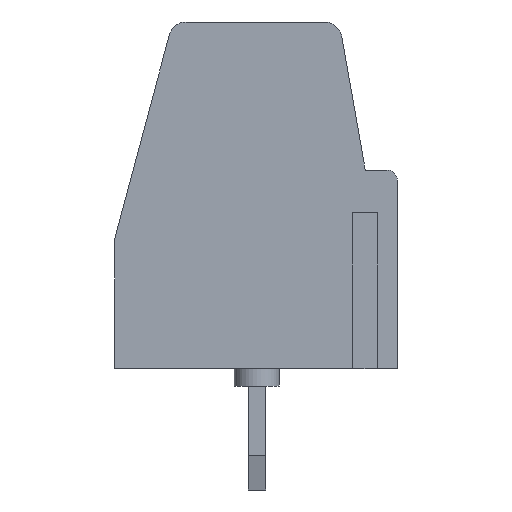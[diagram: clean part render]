
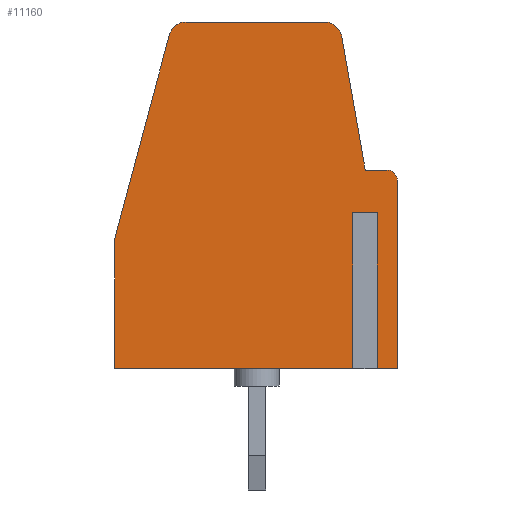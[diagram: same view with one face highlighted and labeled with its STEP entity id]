
A CAD part, left-side view. The second image highlights one B-rep face of the part: STEP entity #11160.
In plain terms, the highlighted face is planar.
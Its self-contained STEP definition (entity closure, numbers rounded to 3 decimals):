
#3970=CARTESIAN_POINT('',(-37.809,25.509,-7.5));
#3980=VERTEX_POINT('',#3970);
#4010=CARTESIAN_POINT('',(0.,25.509,-7.5));
#4020=DIRECTION('',(1.,0.,0.));
#4030=VECTOR('',#4020,1.);
#4040=LINE('',#4010,#4030);
#4050=CARTESIAN_POINT('',(-33.813,25.509,-7.5));
#4060=VERTEX_POINT('',#4050);
#4070=EDGE_CURVE('',#3980,#4060,#4040,.T.);
#4900=CARTESIAN_POINT('',(0.,15.509,-7.5));
#4910=DIRECTION('',(-1.,0.,0.));
#4920=VECTOR('',#4910,1.);
#4930=LINE('',#4900,#4920);
#4940=CARTESIAN_POINT('',(-31.754,15.509,-7.5));
#4950=VERTEX_POINT('',#4940);
#4960=CARTESIAN_POINT('',(-38.767,15.509,-7.5));
#4970=VERTEX_POINT('',#4960);
#4980=EDGE_CURVE('',#4950,#4970,#4930,.T.);
#5520=CARTESIAN_POINT('',(-39.181,15.509,-7.5));
#5530=VERTEX_POINT('',#5520);
#5560=CARTESIAN_POINT('',(-39.904,15.509,-7.5));
#5570=VERTEX_POINT('',#5560);
#5580=EDGE_CURVE('',#5530,#5570,#4930,.T.);
#7030=CARTESIAN_POINT('',(-39.904,20.939,-7.5));
#7040=VERTEX_POINT('',#7030);
#7070=CARTESIAN_POINT('',(-39.604,20.939,-7.5));
#7080=DIRECTION('',(0.,0.,1.));
#7090=DIRECTION('',(1.,0.,0.));
#7100=AXIS2_PLACEMENT_3D('',#7070,#7080,#7090);
#7110=CIRCLE('',#7100,0.3);
#7120=CARTESIAN_POINT('',(-39.604,21.239,-7.5));
#7130=VERTEX_POINT('',#7120);
#7140=EDGE_CURVE('',#7130,#7040,#7110,.T.);
#10310=CARTESIAN_POINT('',(0.,0.,-7.5));
#10320=DIRECTION('',(0.,0.,1.));
#10330=DIRECTION('',(1.,0.,0.));
#10340=AXIS2_PLACEMENT_3D('',#10310,#10320,#10330);
#10350=PLANE('',#10340);
#10360=CARTESIAN_POINT('',(-33.813,25.009,-7.5));
#10370=DIRECTION('',(0.,0.,1.));
#10380=DIRECTION('',(1.,0.,0.));
#10390=AXIS2_PLACEMENT_3D('',#10360,#10370,#10380);
#10400=CIRCLE('',#10390,0.5);
#10410=CARTESIAN_POINT('',(-33.33,25.138,-7.5));
#10420=VERTEX_POINT('',#10410);
#10430=EDGE_CURVE('',#10420,#4060,#10400,.T.);
#10440=ORIENTED_EDGE('',*,*,#10430,.F.);
#10450=ORIENTED_EDGE('',*,*,#4070,.T.);
#10460=CARTESIAN_POINT('',(-37.809,25.009,-7.5));
#10470=DIRECTION('',(0.,0.,1.));
#10480=DIRECTION('',(1.,0.,0.));
#10490=AXIS2_PLACEMENT_3D('',#10460,#10470,#10480);
#10500=CIRCLE('',#10490,0.5);
#10510=CARTESIAN_POINT('',(-38.302,25.096,-7.5));
#10520=VERTEX_POINT('',#10510);
#10530=EDGE_CURVE('',#3980,#10520,#10500,.T.);
#10540=ORIENTED_EDGE('',*,*,#10530,.F.);
#10550=CARTESIAN_POINT('',(-42.727,0.,-7.5));
#10560=DIRECTION('',(0.174,0.985,0.));
#10570=VECTOR('',#10560,1.);
#10580=LINE('',#10550,#10570);
#10590=CARTESIAN_POINT('',(-38.982,21.239,-7.5));
#10600=VERTEX_POINT('',#10590);
#10610=EDGE_CURVE('',#10600,#10520,#10580,.T.);
#10620=ORIENTED_EDGE('',*,*,#10610,.T.);
#10630=CARTESIAN_POINT('',(0.,21.239,-7.5));
#10640=DIRECTION('',(1.,0.,0.));
#10650=VECTOR('',#10640,1.);
#10660=LINE('',#10630,#10650);
#10670=EDGE_CURVE('',#7130,#10600,#10660,.T.);
#10680=ORIENTED_EDGE('',*,*,#10670,.T.);
#10690=ORIENTED_EDGE('',*,*,#7140,.F.);
#10700=CARTESIAN_POINT('',(-39.904,0.,-7.5));
#10710=DIRECTION('',(0.,1.,0.));
#10720=VECTOR('',#10710,1.);
#10730=LINE('',#10700,#10720);
#10740=EDGE_CURVE('',#5570,#7040,#10730,.T.);
#10750=ORIENTED_EDGE('',*,*,#10740,.T.);
#10760=ORIENTED_EDGE('',*,*,#5580,.T.);
#10770=CARTESIAN_POINT('',(-39.181,0.,-7.5));
#10780=DIRECTION('',(0.,1.,0.));
#10790=VECTOR('',#10780,1.);
#10800=LINE('',#10770,#10790);
#10810=CARTESIAN_POINT('',(-39.181,20.009,-7.5));
#10820=VERTEX_POINT('',#10810);
#10830=EDGE_CURVE('',#5530,#10820,#10800,.T.);
#10840=ORIENTED_EDGE('',*,*,#10830,.F.);
#10850=CARTESIAN_POINT('',(0.,20.009,-7.5));
#10860=DIRECTION('',(-1.,0.,0.));
#10870=VECTOR('',#10860,1.);
#10880=LINE('',#10850,#10870);
#10890=CARTESIAN_POINT('',(-38.767,20.009,-7.5));
#10900=VERTEX_POINT('',#10890);
#10910=EDGE_CURVE('',#10900,#10820,#10880,.T.);
#10920=ORIENTED_EDGE('',*,*,#10910,.T.);
#10930=CARTESIAN_POINT('',(-38.767,0.,-7.5));
#10940=DIRECTION('',(0.,-1.,0.));
#10950=VECTOR('',#10940,1.);
#10960=LINE('',#10930,#10950);
#10970=EDGE_CURVE('',#10900,#4970,#10960,.T.);
#10980=ORIENTED_EDGE('',*,*,#10970,.F.);
#10990=ORIENTED_EDGE('',*,*,#4980,.T.);
#11000=CARTESIAN_POINT('',(-31.754,0.,-7.5));
#11010=DIRECTION('',(0.,-1.,0.));
#11020=VECTOR('',#11010,1.);
#11030=LINE('',#11000,#11020);
#11040=CARTESIAN_POINT('',(-31.754,19.258,-7.5));
#11050=VERTEX_POINT('',#11040);
#11060=EDGE_CURVE('',#11050,#4950,#11030,.T.);
#11070=ORIENTED_EDGE('',*,*,#11060,.T.);
#11080=CARTESIAN_POINT('',(-26.594,0.,-7.5));
#11090=DIRECTION('',(-0.259,0.966,0.));
#11100=VECTOR('',#11090,1.);
#11110=LINE('',#11080,#11100);
#11120=EDGE_CURVE('',#11050,#10420,#11110,.T.);
#11130=ORIENTED_EDGE('',*,*,#11120,.F.);
#11140=EDGE_LOOP('',(#11130,#11070,#10990,#10980,#10920,#10840,#10760,
#10750,#10690,#10680,#10620,#10540,#10450,#10440));
#11150=FACE_OUTER_BOUND('',#11140,.T.);
#11160=ADVANCED_FACE('',(#11150),#10350,.F.);
